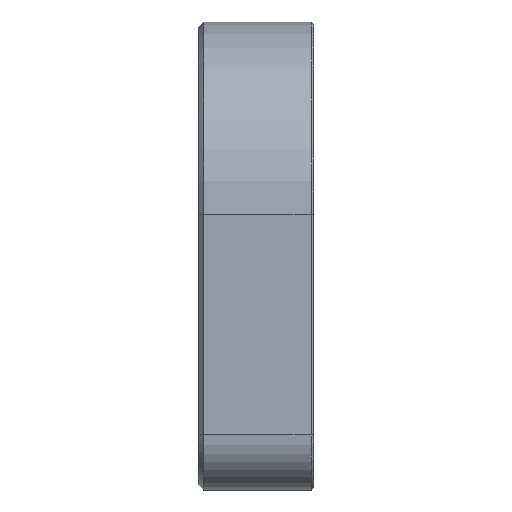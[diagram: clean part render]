
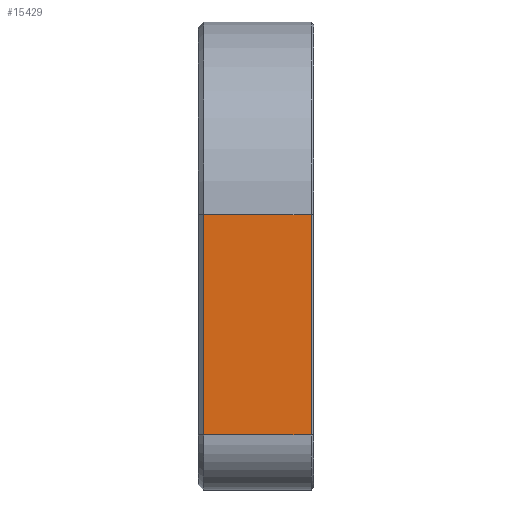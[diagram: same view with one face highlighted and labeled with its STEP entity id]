
A CAD part, left-side view. The second image highlights one B-rep face of the part: STEP entity #15429.
In plain terms, the highlighted planar face has unit normal (-1, 0, 0).
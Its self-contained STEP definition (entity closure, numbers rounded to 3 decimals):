
#138 = ORIENTED_EDGE ( 'NONE', *, *, #1594, .T. ) ;
#187 = LINE ( 'NONE', #7605, #7386 ) ;
#1114 = ORIENTED_EDGE ( 'NONE', *, *, #11782, .T. ) ;
#1594 = EDGE_CURVE ( 'NONE', #14803, #2093, #10043, .T. ) ;
#2093 = VERTEX_POINT ( 'NONE', #4392 ) ;
#2234 = EDGE_CURVE ( 'NONE', #15649, #9937, #8431, .T. ) ;
#3601 = CARTESIAN_POINT ( 'NONE',  ( 0., 21., 0. ) ) ;
#3700 = VECTOR ( 'NONE', #6991, 1000. ) ;
#4392 = CARTESIAN_POINT ( 'NONE',  ( 0., 20., -75. ) ) ;
#4771 = DIRECTION ( 'NONE',  ( 0., 0., -1. ) ) ;
#4807 = ORIENTED_EDGE ( 'NONE', *, *, #2234, .T. ) ;
#5170 = CARTESIAN_POINT ( 'NONE',  ( 0., 20., 0. ) ) ;
#6412 = DIRECTION ( 'NONE',  ( 0., 0., -1. ) ) ;
#6431 = VECTOR ( 'NONE', #6412, 1000. ) ;
#6686 = DIRECTION ( 'NONE',  ( 0., 1., 0. ) ) ;
#6991 = DIRECTION ( 'NONE',  ( 0., -1., 0. ) ) ;
#7386 = VECTOR ( 'NONE', #6686, 1000. ) ;
#7605 = CARTESIAN_POINT ( 'NONE',  ( 0., 21., -35. ) ) ;
#7996 = LINE ( 'NONE', #13006, #3700 ) ;
#8431 = LINE ( 'NONE', #9516, #13398 ) ;
#8770 = ORIENTED_EDGE ( 'NONE', *, *, #12173, .T. ) ;
#9516 = CARTESIAN_POINT ( 'NONE',  ( 0., 0.5, -35. ) ) ;
#9796 = PLANE ( 'NONE',  #9984 ) ;
#9889 = EDGE_LOOP ( 'NONE', ( #8770, #4807, #1114, #138 ) ) ;
#9937 = VERTEX_POINT ( 'NONE', #12937 ) ;
#9984 = AXIS2_PLACEMENT_3D ( 'NONE', #3601, #11178, #4771 ) ;
#10043 = LINE ( 'NONE', #5170, #6431 ) ;
#11178 = DIRECTION ( 'NONE',  ( 1., 0., 0. ) ) ;
#11782 = EDGE_CURVE ( 'NONE', #9937, #14803, #187, .T. ) ;
#12173 = EDGE_CURVE ( 'NONE', #2093, #15649, #7996, .T. ) ;
#12421 = FACE_OUTER_BOUND ( 'NONE', #9889, .T. ) ;
#12937 = CARTESIAN_POINT ( 'NONE',  ( 0., 0.5, -35. ) ) ;
#13006 = CARTESIAN_POINT ( 'NONE',  ( 0., 21., -75. ) ) ;
#13398 = VECTOR ( 'NONE', #13541, 1000. ) ;
#13541 = DIRECTION ( 'NONE',  ( 0., 0., 1. ) ) ;
#14507 = CARTESIAN_POINT ( 'NONE',  ( 0., 20., -35. ) ) ;
#14542 = CARTESIAN_POINT ( 'NONE',  ( 0., 0.5, -75. ) ) ;
#14803 = VERTEX_POINT ( 'NONE', #14507 ) ;
#15429 = ADVANCED_FACE ( 'NONE', ( #12421 ), #9796, .F. ) ;
#15649 = VERTEX_POINT ( 'NONE', #14542 ) ;
